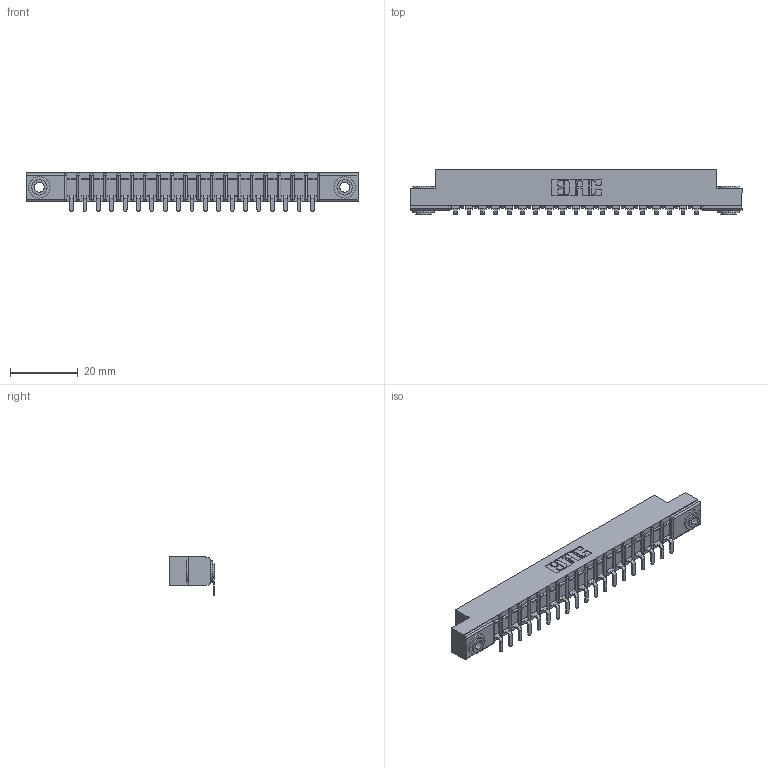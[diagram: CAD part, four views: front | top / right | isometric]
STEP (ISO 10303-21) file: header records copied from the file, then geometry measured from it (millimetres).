
FILE_DESCRIPTION (( 'STEP AP203' ), '1' );
FILE_NAME ('357-019-553-103.STEP', '2019-09-16T21:58:00', ( '' ), ( '' ), 'SwSTEP 2.0', 'SolidWorks 2016', '' );
FILE_SCHEMA (( 'CONFIG_CONTROL_DESIGN' ));
Length unit declared in the file: inch
Products named in the file (4): 357-019-553-103; 307-290-002_553; 307 Part_.156 Dia Mounting Holes; 345-250-002_345-250-002-102
Assembly tree (22 placements, depth 2):
  357-019-553-103
    307 Part_.156 Dia Mounting Holes
    307-290-002_553  x19
    345-250-002_345-250-002-102  x2
Bounding box: 98.3 x 13.36 x 11.51 mm (x, y, z)
Volume: 6489.1 mm3; surface area: 11885.4 mm2
Topology: 22 solids, 22 shells, 1672 faces, 5071 edges, 3322 vertices
Faces by surface type: plane 987, cylinder 637, sphere 40, cone 8
Entity records: 21043 total; most frequent: CARTESIAN_POINT 3525, ORIENTED_EDGE 3506, DIRECTION 3451, EDGE_CURVE 1753, VECTOR 1323, LINE 1323, VERTEX_POINT 1138, AXIS2_PLACEMENT_3D 1064
